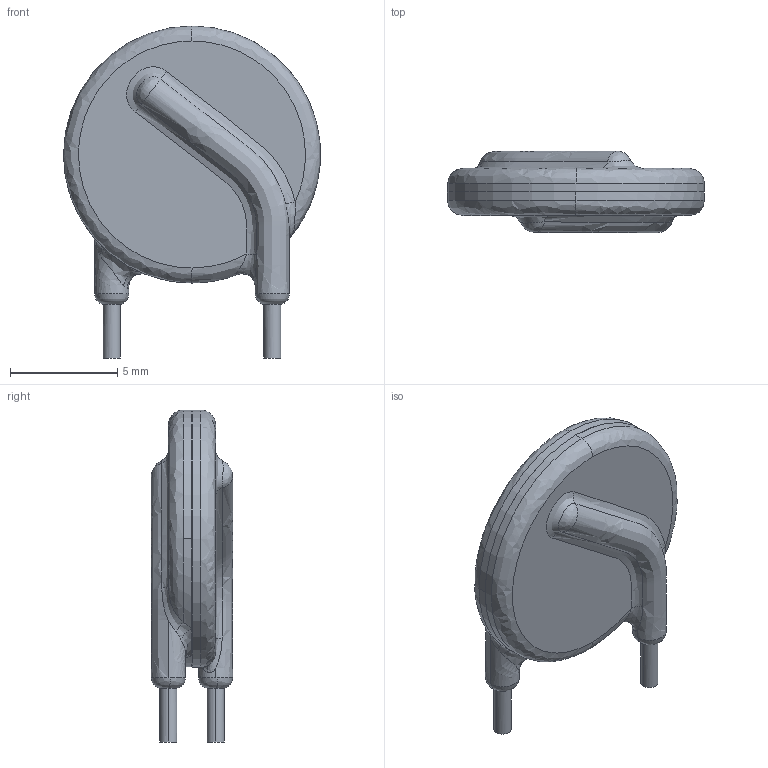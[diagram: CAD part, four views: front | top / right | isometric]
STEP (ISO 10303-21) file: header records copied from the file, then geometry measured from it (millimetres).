
FILE_DESCRIPTION (( 'STEP AP214' ), '1' );
FILE_NAME ('User Library-S10K275.STEP', '2018-10-07T11:16:26', ( '' ), ( '' ), 'SwSTEP 2.0', 'SolidWorks 2018', '' );
FILE_SCHEMA (( 'AUTOMOTIVE_DESIGN' ));
Length unit declared in the file: millimetre
Products named in the file (3): User Library-S10K275; User Library-S10K275_2; User Library-S10K275_1
Assembly tree (2 placements, depth 2):
  User Library-S10K275
    User Library-S10K275_1
    User Library-S10K275_2
Bounding box: 12 x 3.8 x 15.5 mm (x, y, z)
Volume: 276 mm3; surface area: 563.2 mm2
Topology: 2 solids, 2 shells, 48 faces, 114 edges, 70 vertices
Faces by surface type: bspline 32, cylinder 10, plane 6
Entity records: 10682 total; most frequent: CARTESIAN_POINT 9153, ORIENTED_EDGE 228, DIRECTION 146, EDGE_CURVE 114, VERTEX_POINT 70, AXIS2_PLACEMENT_3D 69, UNCERTAINTY_MEASURE_WITH_UNIT 55, MECHANICAL_DESIGN_GEOMETRIC_PRESENTATION_REPRESENTATION 52
